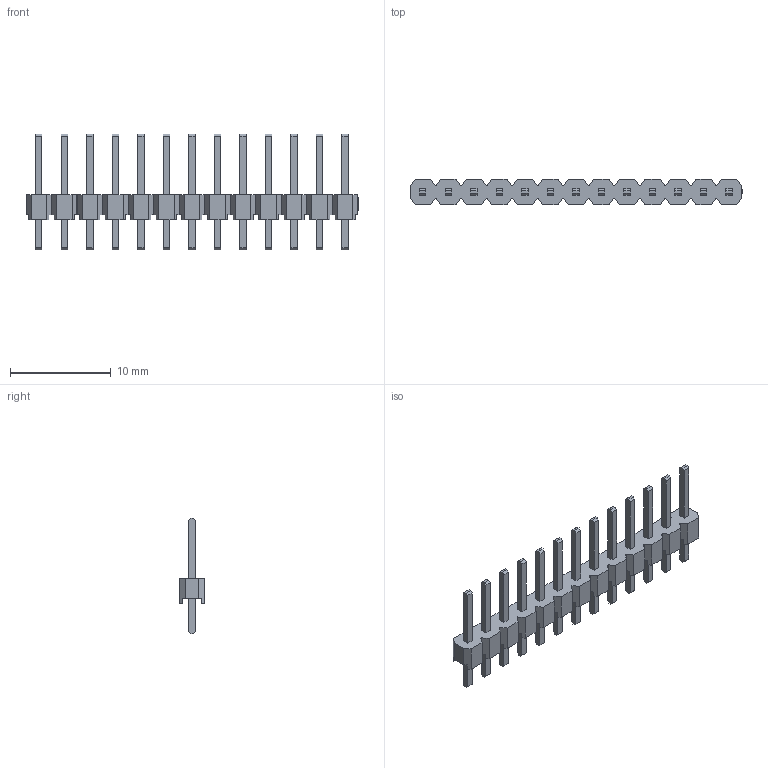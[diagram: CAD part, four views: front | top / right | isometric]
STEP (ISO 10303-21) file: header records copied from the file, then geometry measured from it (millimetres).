
FILE_DESCRIPTION(/* description */ ('Designed by EasyEDA Pro'),/* implementation_level */ '2;1');
FILE_NAME(/* name */ 'PZ_2.54_1X13P_LH.step',/* time_stamp */ '2025-03-26T18:11:36+08:00',/* author */ (''),/* organization */ (''),/* preprocessor_version */ 'ST-DEVELOPER v20.1',/* originating_system */ 'Autodesk Translation Framework v14.4.0.0',/* authorisation */ '');
FILE_SCHEMA (('AUTOMOTIVE_DESIGN { 1 0 10303 214 3 1 1 }'));
Length unit declared in the file: millimetre
Products named in the file (3): vHE3-PCBModel; vHE3-Board; vHE3-H1-HDR-TH_13P-P2.54-V-M
Assembly tree (2 placements, depth 2):
  vHE3-PCBModel
    vHE3-Board
    vHE3-H1-HDR-TH_13P-P2.54-V-M
Bounding box: 33.03 x 2.5 x 11.5 mm (x, y, z)
Volume: 204.7 mm3; surface area: 683.3 mm2
Topology: 1 solids, 1 shells, 624 faces, 1710 edges, 1140 vertices
Faces by surface type: plane 510, bspline 114
Entity records: 21394 total; most frequent: CARTESIAN_POINT 5559, ORIENTED_EDGE 3420, DIRECTION 2692, EDGE_CURVE 1710, LINE 1482, VECTOR 1482, VERTEX_POINT 1140, EDGE_LOOP 676
